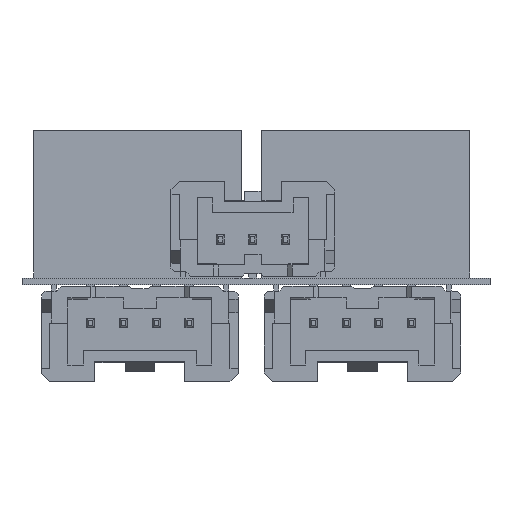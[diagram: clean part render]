
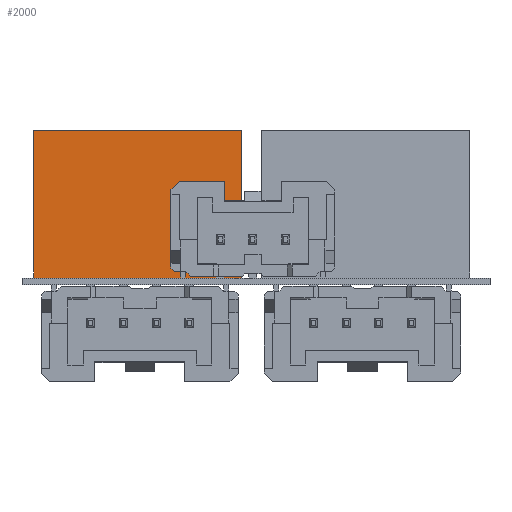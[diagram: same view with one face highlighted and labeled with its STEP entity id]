
A CAD part, front view. The second image highlights one B-rep face of the part: STEP entity #2000.
In plain terms, the highlighted planar face has unit normal (0, -1, 0).
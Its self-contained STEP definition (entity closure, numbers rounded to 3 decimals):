
#1902 = EDGE_CURVE('',#1903,#1905,#1907,.T.);
#1903 = VERTEX_POINT('',#1904);
#1904 = CARTESIAN_POINT('',(6.35,-13.45,0.));
#1905 = VERTEX_POINT('',#1906);
#1906 = CARTESIAN_POINT('',(6.35,-13.45,9.));
#1907 = LINE('',#1908,#1909);
#1908 = CARTESIAN_POINT('',(6.35,-13.45,0.));
#1909 = VECTOR('',#1910,1.);
#1910 = DIRECTION('',(0.,0.,1.));
#1975 = VERTEX_POINT('',#1976);
#1976 = CARTESIAN_POINT('',(-6.35,-13.45,9.));
#1982 = EDGE_CURVE('',#1983,#1975,#1985,.T.);
#1983 = VERTEX_POINT('',#1984);
#1984 = CARTESIAN_POINT('',(-6.35,-13.45,0.));
#1985 = LINE('',#1986,#1987);
#1986 = CARTESIAN_POINT('',(-6.35,-13.45,0.));
#1987 = VECTOR('',#1988,1.);
#1988 = DIRECTION('',(0.,0.,1.));
#2000 = ADVANCED_FACE('',(#2001),#2017,.F.);
#2001 = FACE_BOUND('',#2002,.F.);
#2002 = EDGE_LOOP('',(#2003,#2004,#2010,#2011));
#2003 = ORIENTED_EDGE('',*,*,#1982,.T.);
#2004 = ORIENTED_EDGE('',*,*,#2005,.T.);
#2005 = EDGE_CURVE('',#1975,#1905,#2006,.T.);
#2006 = LINE('',#2007,#2008);
#2007 = CARTESIAN_POINT('',(-6.35,-13.45,9.));
#2008 = VECTOR('',#2009,1.);
#2009 = DIRECTION('',(1.,0.,0.));
#2010 = ORIENTED_EDGE('',*,*,#1902,.F.);
#2011 = ORIENTED_EDGE('',*,*,#2012,.F.);
#2012 = EDGE_CURVE('',#1983,#1903,#2013,.T.);
#2013 = LINE('',#2014,#2015);
#2014 = CARTESIAN_POINT('',(-6.35,-13.45,0.));
#2015 = VECTOR('',#2016,1.);
#2016 = DIRECTION('',(1.,0.,0.));
#2017 = PLANE('',#2018);
#2018 = AXIS2_PLACEMENT_3D('',#2019,#2020,#2021);
#2019 = CARTESIAN_POINT('',(-6.35,-13.45,0.));
#2020 = DIRECTION('',(0.,1.,0.));
#2021 = DIRECTION('',(1.,0.,0.));
